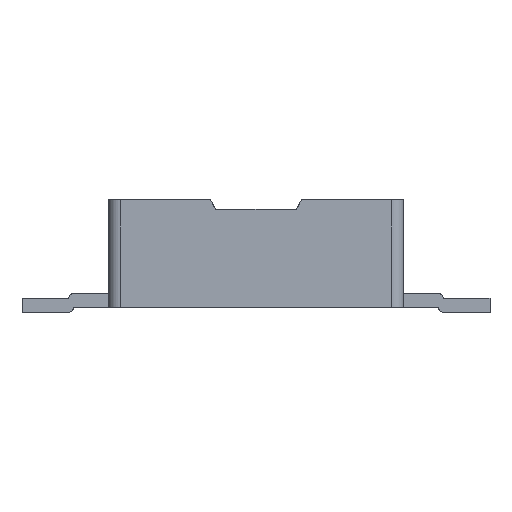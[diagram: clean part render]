
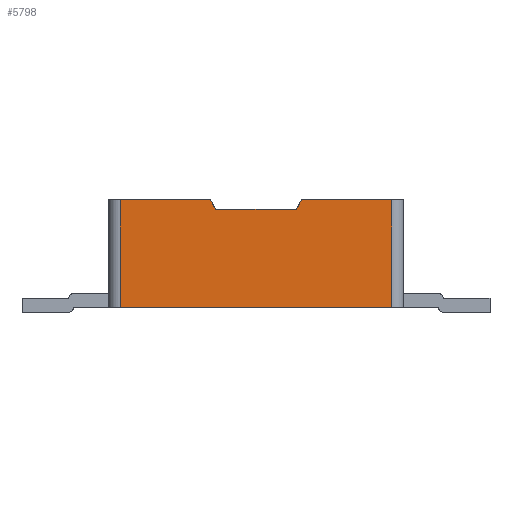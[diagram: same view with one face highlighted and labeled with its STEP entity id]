
A CAD part, left-side view. The second image highlights one B-rep face of the part: STEP entity #5798.
In plain terms, the highlighted planar face has unit normal (-1, 0, 0).
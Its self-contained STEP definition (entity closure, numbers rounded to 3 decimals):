
#288=FACE_OUTER_BOUND($,#622,.T.);
#622=EDGE_LOOP($,(#4392,#4393,#4394,#4395,#4396,#4397,#4398,#4399));
#862=LINE($,#8127,#1614);
#1077=LINE($,#8619,#1829);
#1079=LINE($,#8623,#1831);
#1081=LINE($,#8627,#1833);
#1083=LINE($,#8631,#1835);
#1089=LINE($,#8643,#1841);
#1164=LINE($,#8794,#1916);
#1165=LINE($,#8796,#1917);
#1614=VECTOR($,#6503,1.16);
#1829=VECTOR($,#6928,0.385);
#1831=VECTOR($,#6932,0.046);
#1833=VECTOR($,#6936,0.344);
#1835=VECTOR($,#6940,0.046);
#1841=VECTOR($,#6950,0.385);
#1916=VECTOR($,#7127,0.46);
#1917=VECTOR($,#7130,0.46);
#2368=VERTEX_POINT($,#8124);
#2369=VERTEX_POINT($,#8126);
#2540=VERTEX_POINT($,#8616);
#2541=VERTEX_POINT($,#8618);
#2542=VERTEX_POINT($,#8622);
#2543=VERTEX_POINT($,#8626);
#2544=VERTEX_POINT($,#8630);
#2548=VERTEX_POINT($,#8642);
#2905=EDGE_CURVE($,#2368,#2369,#862,.T.);
#3151=EDGE_CURVE($,#2540,#2541,#1077,.T.);
#3153=EDGE_CURVE($,#2541,#2542,#1079,.T.);
#3155=EDGE_CURVE($,#2542,#2543,#1081,.T.);
#3157=EDGE_CURVE($,#2543,#2544,#1083,.T.);
#3163=EDGE_CURVE($,#2544,#2548,#1089,.T.);
#3240=EDGE_CURVE($,#2540,#2369,#1164,.T.);
#3241=EDGE_CURVE($,#2368,#2548,#1165,.T.);
#4392=ORIENTED_EDGE($,*,*,#3241,.T.);
#4393=ORIENTED_EDGE($,*,*,#3163,.F.);
#4394=ORIENTED_EDGE($,*,*,#3157,.F.);
#4395=ORIENTED_EDGE($,*,*,#3155,.F.);
#4396=ORIENTED_EDGE($,*,*,#3153,.F.);
#4397=ORIENTED_EDGE($,*,*,#3151,.F.);
#4398=ORIENTED_EDGE($,*,*,#3240,.T.);
#4399=ORIENTED_EDGE($,*,*,#2905,.F.);
#5489=PLANE($,#6203);
#5798=ADVANCED_FACE($,(#288),#5489,.F.);
#6203=AXIS2_PLACEMENT_3D($,#8795,#7128,#7129);
#6503=DIRECTION($,(0.,1.,0.));
#6928=DIRECTION($,(0.,-1.,0.));
#6932=DIRECTION($,(0.,-0.5,-0.866));
#6936=DIRECTION($,(0.,-1.,0.));
#6940=DIRECTION($,(0.,-0.5,0.866));
#6950=DIRECTION($,(0.,-1.,0.));
#7127=DIRECTION($,(0.,0.,-1.));
#7128=DIRECTION('center_axis',(1.,0.,0.));
#7129=DIRECTION('ref_axis',(0.,1.,0.));
#7130=DIRECTION($,(0.,0.,1.));
#8124=CARTESIAN_POINT('',(-2.395,-0.58,0.02));
#8126=CARTESIAN_POINT('',(-2.395,0.58,0.02));
#8127=CARTESIAN_POINT($,(-2.395,-0.58,0.02));
#8616=CARTESIAN_POINT('',(-2.395,0.58,0.48));
#8618=CARTESIAN_POINT('',(-2.395,0.195,0.48));
#8619=CARTESIAN_POINT($,(-2.395,0.58,0.48));
#8622=CARTESIAN_POINT('',(-2.395,0.172,0.44));
#8623=CARTESIAN_POINT($,(-2.395,0.195,0.48));
#8626=CARTESIAN_POINT('',(-2.395,-0.172,0.44));
#8627=CARTESIAN_POINT($,(-2.395,0.172,0.44));
#8630=CARTESIAN_POINT('',(-2.395,-0.195,0.48));
#8631=CARTESIAN_POINT($,(-2.395,-0.172,0.44));
#8642=CARTESIAN_POINT('',(-2.395,-0.58,0.48));
#8643=CARTESIAN_POINT($,(-2.395,-0.195,0.48));
#8794=CARTESIAN_POINT($,(-2.395,0.58,0.48));
#8795=CARTESIAN_POINT('Origin',(-2.395,0.,0.02));
#8796=CARTESIAN_POINT($,(-2.395,-0.58,0.02));
